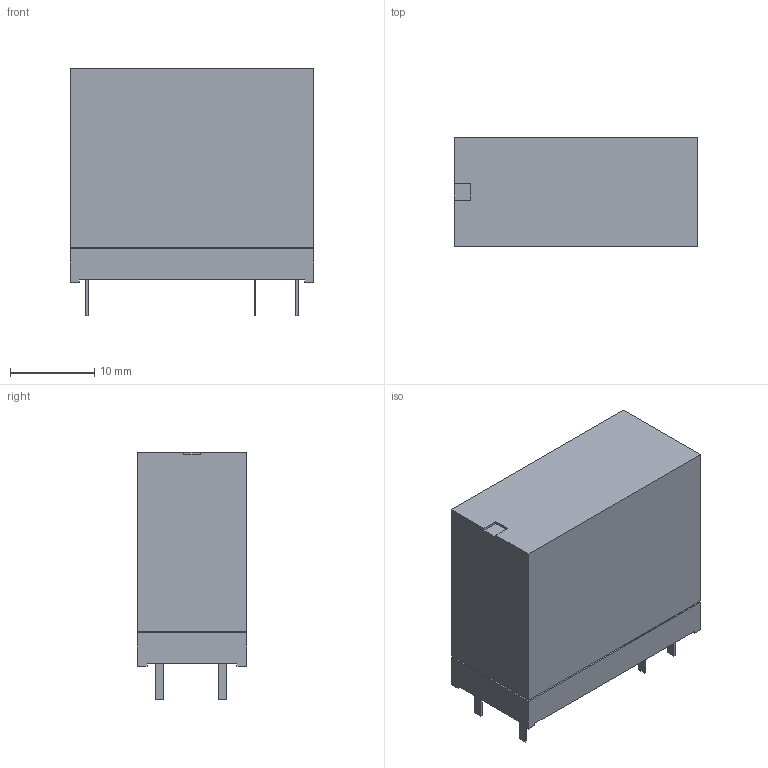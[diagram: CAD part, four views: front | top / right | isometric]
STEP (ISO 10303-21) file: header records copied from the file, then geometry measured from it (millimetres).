
FILE_DESCRIPTION(/* description */ (''),/* implementation_level */ '2;1');
FILE_NAME(/* name */ 'REL_OMRON_G2R-1A-E.stp',/* time_stamp */ '2016-05-30T14:48:07+02:00',/* author */ ('riccim'),/* organization */ ('SolidWorks'),/* preprocessor_version */ 'ST-DEVELOPER v15.5',/* originating_system */ 'AutoCAD Mechanical',/* authorisation */ ' ');
FILE_SCHEMA (('AUTOMOTIVE_DESIGN { 1 0 10303 214 3 1 1 }'));
Length unit declared in the file: millimetre
Products named in the file (1): Product
Bounding box: 29 x 13 x 29.5 mm (x, y, z)
Volume: 9503.9 mm3; surface area: 2978.1 mm2
Topology: 7 solids, 7 shells, 68 faces, 156 edges, 104 vertices
Faces by surface type: plane 68
Entity records: 1913 total; most frequent: CARTESIAN_POINT 329, ORIENTED_EDGE 312, DIRECTION 294, LINE 156, VECTOR 156, EDGE_CURVE 156, VERTEX_POINT 104, EDGE_LOOP 70
